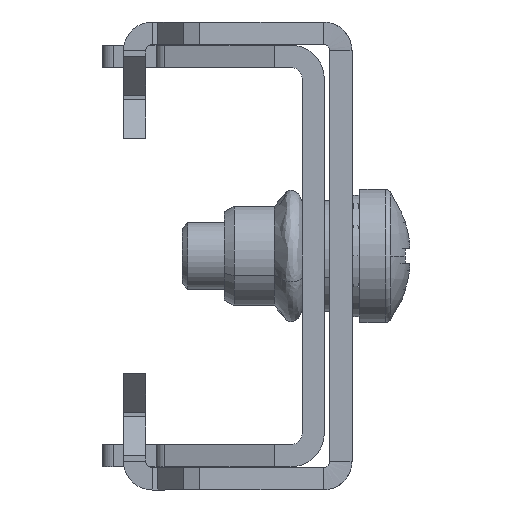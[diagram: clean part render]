
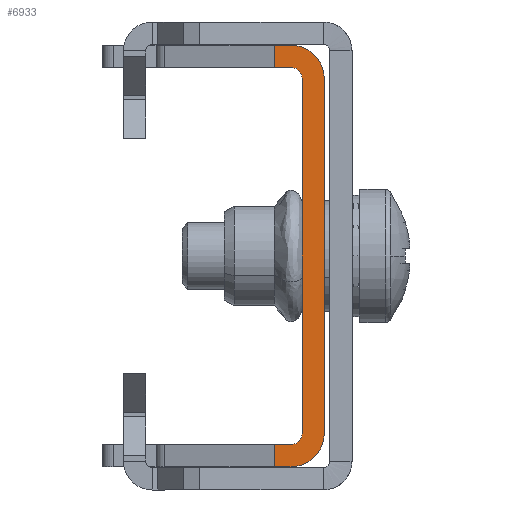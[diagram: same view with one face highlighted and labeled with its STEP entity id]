
A CAD part, left-side view. The second image highlights one B-rep face of the part: STEP entity #6933.
In plain terms, the highlighted planar face has unit normal (-1, 0, 0).
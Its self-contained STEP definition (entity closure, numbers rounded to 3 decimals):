
#45 = VERTEX_POINT ( 'NONE', #8140 ) ;
#69 = VERTEX_POINT ( 'NONE', #5176 ) ;
#358 = VECTOR ( 'NONE', #12154, 1000. ) ;
#411 = EDGE_CURVE ( 'NONE', #13145, #45, #2675, .T. ) ;
#415 = EDGE_CURVE ( 'NONE', #2904, #3278, #10757, .T. ) ;
#709 = ORIENTED_EDGE ( 'NONE', *, *, #10710, .T. ) ;
#712 = DIRECTION ( 'NONE',  ( 0., 0., 1. ) ) ;
#734 = DIRECTION ( 'NONE',  ( -1., 0., 0. ) ) ;
#757 = CARTESIAN_POINT ( 'NONE',  ( -143.3, 1., -16. ) ) ;
#825 = EDGE_CURVE ( 'NONE', #10734, #3414, #8317, .T. ) ;
#1048 = AXIS2_PLACEMENT_3D ( 'NONE', #9312, #2960, #10341 ) ;
#1049 = DIRECTION ( 'NONE',  ( 0., -1., 0. ) ) ;
#1059 = VECTOR ( 'NONE', #11225, 1000. ) ;
#1133 = VERTEX_POINT ( 'NONE', #6628 ) ;
#1180 = CARTESIAN_POINT ( 'NONE',  ( -143.3, 18., 17. ) ) ;
#1433 = EDGE_CURVE ( 'NONE', #69, #1133, #5653, .T. ) ;
#1831 = CIRCLE ( 'NONE', #1048, 1. ) ;
#2027 = AXIS2_PLACEMENT_3D ( 'NONE', #6651, #6322, #6299 ) ;
#2168 = DIRECTION ( 'NONE',  ( 0., 0., 1. ) ) ;
#2291 = CARTESIAN_POINT ( 'NONE',  ( -143.3, -2., -16. ) ) ;
#2667 = ORIENTED_EDGE ( 'NONE', *, *, #5980, .T. ) ;
#2675 = LINE ( 'NONE', #12814, #5516 ) ;
#2774 = ORIENTED_EDGE ( 'NONE', *, *, #411, .T. ) ;
#2845 = ORIENTED_EDGE ( 'NONE', *, *, #10915, .T. ) ;
#2846 = VERTEX_POINT ( 'NONE', #13009 ) ;
#2904 = VERTEX_POINT ( 'NONE', #12498 ) ;
#2960 = DIRECTION ( 'NONE',  ( 1., 0., 0. ) ) ;
#3235 = ORIENTED_EDGE ( 'NONE', *, *, #825, .T. ) ;
#3278 = VERTEX_POINT ( 'NONE', #6119 ) ;
#3294 = CARTESIAN_POINT ( 'NONE',  ( -143.3, 2.5, 17. ) ) ;
#3414 = VERTEX_POINT ( 'NONE', #3818 ) ;
#3712 = DIRECTION ( 'NONE',  ( 1., 0., 0. ) ) ;
#3818 = CARTESIAN_POINT ( 'NONE',  ( -143.3, -2., 16. ) ) ;
#3852 = EDGE_CURVE ( 'NONE', #3278, #10734, #4437, .T. ) ;
#3872 = LINE ( 'NONE', #11101, #358 ) ;
#3889 = DIRECTION ( 'NONE',  ( 0., 0., 1. ) ) ;
#3954 = DIRECTION ( 'NONE',  ( -1., 0., 0. ) ) ;
#4003 = DIRECTION ( 'NONE',  ( 0., 0., -1. ) ) ;
#4045 = CARTESIAN_POINT ( 'NONE',  ( -143.3, 1., 16. ) ) ;
#4101 = LINE ( 'NONE', #5981, #1059 ) ;
#4437 = CIRCLE ( 'NONE', #6753, 3. ) ;
#4850 = VERTEX_POINT ( 'NONE', #6986 ) ;
#5176 = CARTESIAN_POINT ( 'NONE',  ( -143.3, 1., -17. ) ) ;
#5181 = VECTOR ( 'NONE', #12422, 1000. ) ;
#5238 = CIRCLE ( 'NONE', #9348, 1. ) ;
#5318 = VECTOR ( 'NONE', #11650, 1000. ) ;
#5516 = VECTOR ( 'NONE', #4003, 1000. ) ;
#5653 = LINE ( 'NONE', #11885, #5318 ) ;
#5929 = LINE ( 'NONE', #1180, #11482 ) ;
#5958 = EDGE_CURVE ( 'NONE', #1133, #2904, #3872, .T. ) ;
#5980 = EDGE_CURVE ( 'NONE', #7489, #7225, #9176, .T. ) ;
#5981 = CARTESIAN_POINT ( 'NONE',  ( -143.3, 1., 19. ) ) ;
#6027 = VECTOR ( 'NONE', #10496, 1000. ) ;
#6119 = CARTESIAN_POINT ( 'NONE',  ( -143.3, 1., -19. ) ) ;
#6156 = VECTOR ( 'NONE', #2168, 1000. ) ;
#6299 = DIRECTION ( 'NONE',  ( 0., 0., 1. ) ) ;
#6322 = DIRECTION ( 'NONE',  ( -1., 0., 0. ) ) ;
#6409 = PLANE ( 'NONE',  #2027 ) ;
#6628 = CARTESIAN_POINT ( 'NONE',  ( -143.3, 2.5, -17. ) ) ;
#6651 = CARTESIAN_POINT ( 'NONE',  ( -143.3, 1., 16. ) ) ;
#6722 = AXIS2_PLACEMENT_3D ( 'NONE', #4045, #3954, #3889 ) ;
#6753 = AXIS2_PLACEMENT_3D ( 'NONE', #757, #734, #712 ) ;
#6933 = ADVANCED_FACE ( 'NONE', ( #10720 ), #6409, .T. ) ;
#6986 = CARTESIAN_POINT ( 'NONE',  ( -143.3, 1., 17. ) ) ;
#7225 = VERTEX_POINT ( 'NONE', #3294 ) ;
#7489 = VERTEX_POINT ( 'NONE', #7984 ) ;
#7984 = CARTESIAN_POINT ( 'NONE',  ( -143.3, 2.5, 19. ) ) ;
#8136 = EDGE_CURVE ( 'NONE', #3414, #2846, #13028, .T. ) ;
#8140 = CARTESIAN_POINT ( 'NONE',  ( -143.3, 0., -16. ) ) ;
#8317 = LINE ( 'NONE', #2291, #6156 ) ;
#8364 = EDGE_CURVE ( 'NONE', #7225, #4850, #5929, .T. ) ;
#8453 = ORIENTED_EDGE ( 'NONE', *, *, #8841, .T. ) ;
#8841 = EDGE_CURVE ( 'NONE', #2846, #7489, #4101, .T. ) ;
#8855 = ORIENTED_EDGE ( 'NONE', *, *, #3852, .T. ) ;
#8983 = CARTESIAN_POINT ( 'NONE',  ( -143.3, -2., -16. ) ) ;
#9176 = LINE ( 'NONE', #10589, #6027 ) ;
#9312 = CARTESIAN_POINT ( 'NONE',  ( -143.3, 1., 16. ) ) ;
#9348 = AXIS2_PLACEMENT_3D ( 'NONE', #10028, #3712, #11043 ) ;
#10028 = CARTESIAN_POINT ( 'NONE',  ( -143.3, 1., -16. ) ) ;
#10341 = DIRECTION ( 'NONE',  ( 0., 0., 1. ) ) ;
#10362 = CARTESIAN_POINT ( 'NONE',  ( -143.3, 0., 16. ) ) ;
#10496 = DIRECTION ( 'NONE',  ( 0., 0., -1. ) ) ;
#10589 = CARTESIAN_POINT ( 'NONE',  ( -143.3, 2.5, 19. ) ) ;
#10648 = ORIENTED_EDGE ( 'NONE', *, *, #1433, .T. ) ;
#10710 = EDGE_CURVE ( 'NONE', #45, #69, #5238, .T. ) ;
#10720 = FACE_OUTER_BOUND ( 'NONE', #12817, .T. ) ;
#10734 = VERTEX_POINT ( 'NONE', #8983 ) ;
#10757 = LINE ( 'NONE', #12766, #5181 ) ;
#10915 = EDGE_CURVE ( 'NONE', #4850, #13145, #1831, .T. ) ;
#11043 = DIRECTION ( 'NONE',  ( 0., 0., 1. ) ) ;
#11101 = CARTESIAN_POINT ( 'NONE',  ( -143.3, 2.5, 19. ) ) ;
#11158 = ORIENTED_EDGE ( 'NONE', *, *, #8364, .T. ) ;
#11225 = DIRECTION ( 'NONE',  ( 0., 1., 0. ) ) ;
#11482 = VECTOR ( 'NONE', #1049, 1000. ) ;
#11650 = DIRECTION ( 'NONE',  ( 0., 1., 0. ) ) ;
#11756 = ORIENTED_EDGE ( 'NONE', *, *, #415, .T. ) ;
#11885 = CARTESIAN_POINT ( 'NONE',  ( -143.3, 1., -17. ) ) ;
#12154 = DIRECTION ( 'NONE',  ( 0., 0., -1. ) ) ;
#12410 = ORIENTED_EDGE ( 'NONE', *, *, #8136, .T. ) ;
#12422 = DIRECTION ( 'NONE',  ( 0., -1., 0. ) ) ;
#12498 = CARTESIAN_POINT ( 'NONE',  ( -143.3, 2.5, -19. ) ) ;
#12766 = CARTESIAN_POINT ( 'NONE',  ( -143.3, 18., -19. ) ) ;
#12814 = CARTESIAN_POINT ( 'NONE',  ( -143.3, 0., 16. ) ) ;
#12817 = EDGE_LOOP ( 'NONE', ( #13695, #11756, #8855, #3235, #12410, #8453, #2667, #11158, #2845, #2774, #709, #10648 ) ) ;
#13009 = CARTESIAN_POINT ( 'NONE',  ( -143.3, 1., 19. ) ) ;
#13028 = CIRCLE ( 'NONE', #6722, 3. ) ;
#13145 = VERTEX_POINT ( 'NONE', #10362 ) ;
#13695 = ORIENTED_EDGE ( 'NONE', *, *, #5958, .T. ) ;
